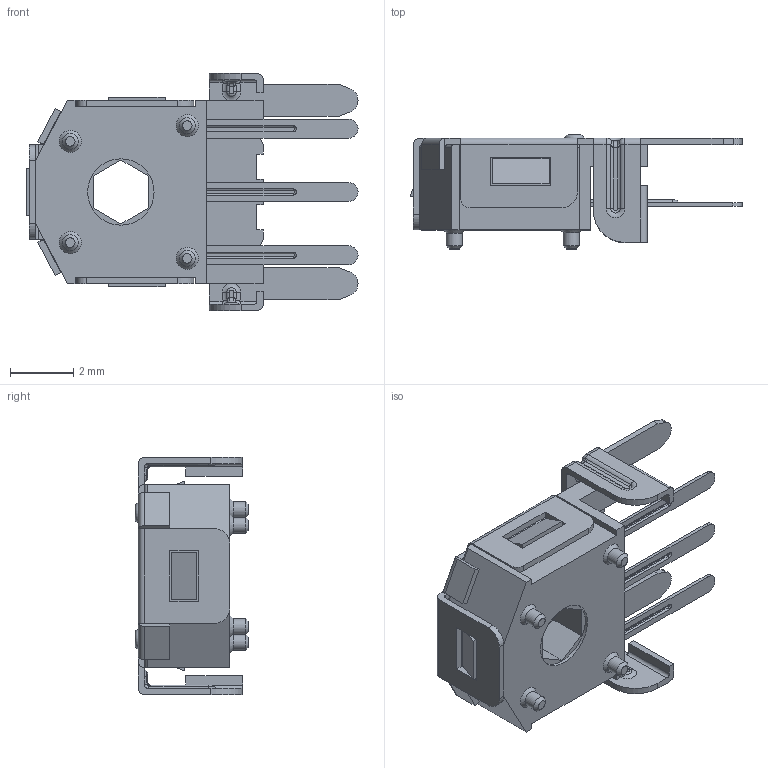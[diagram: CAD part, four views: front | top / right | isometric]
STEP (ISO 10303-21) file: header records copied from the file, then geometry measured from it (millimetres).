
FILE_DESCRIPTION(/* description */ (''),/* implementation_level */ '2;1');
FILE_NAME(/* name */ 'EN05VT1212NHH.stp',/* time_stamp */ '2021-03-22T14:51:45-04:00',/* author */ ('avery.harrell'),/* organization */ (''),/* preprocessor_version */ 'ST-DEVELOPER v17.2',/* originating_system */ 'Autodesk Inventor 2019',/* authorisation */ '');
FILE_SCHEMA (('AUTOMOTIVE_DESIGN { 1 0 10303 214 3 1 1 }'));
Products named in the file (4): EN05VT; EN05 body2; EN05VT terminals; EN05VT bracket
Assembly tree (3 placements, depth 2):
  EN05VT
    EN05 body2
    EN05VT terminals
    EN05VT bracket
Bounding box: 10.5 x 3.6 x 7.5 mm (x, y, z)
Volume: 76.8 mm3; surface area: 355 mm2
Topology: 5 solids, 5 shells, 360 faces, 929 edges, 590 vertices
Faces by surface type: plane 194, cylinder 118, bspline 23, torus 13, cone 8, sphere 4
Full cylindrical faces by diameter (mm): 0.5 x4, 0.6 x2, 0.65 x2, 2.1 x2, 2.4 x1, 3 x1, 4.6 x1
Entity records: 11549 total; most frequent: CARTESIAN_POINT 2408, DIRECTION 1921, ORIENTED_EDGE 1858, EDGE_CURVE 929, AXIS2_PLACEMENT_3D 648, LINE 625, VECTOR 625, VERTEX_POINT 590
